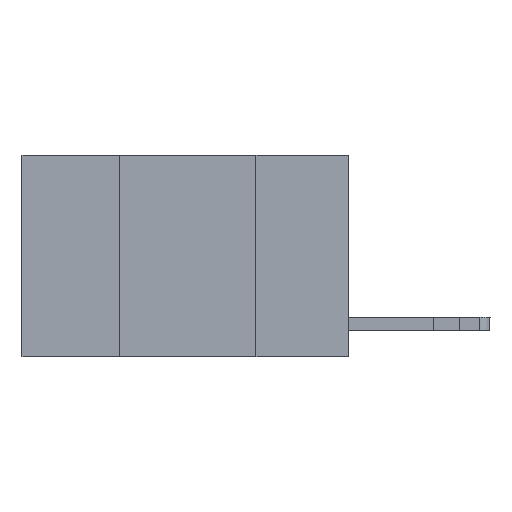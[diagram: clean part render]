
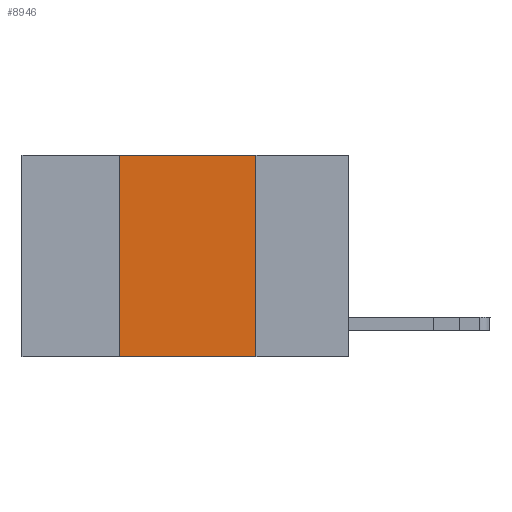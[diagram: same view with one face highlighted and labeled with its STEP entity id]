
A CAD part, left-side view. The second image highlights one B-rep face of the part: STEP entity #8946.
In plain terms, the highlighted planar face has unit normal (-1, 0, 0).
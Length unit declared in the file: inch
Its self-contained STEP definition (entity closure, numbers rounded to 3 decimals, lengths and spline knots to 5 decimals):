
#479 = DIRECTION ( 'NONE',  ( 0., 0., -1. ) ) ;
#756 = CARTESIAN_POINT ( 'NONE',  ( 0., 0.42, -0.37 ) ) ;
#937 = ORIENTED_EDGE ( 'NONE', *, *, #16923, .F. ) ;
#1199 = DIRECTION ( 'NONE',  ( 0., -1., 0. ) ) ;
#1540 = EDGE_CURVE ( 'NONE', #13482, #2845, #18431, .T. ) ;
#2148 = EDGE_LOOP ( 'NONE', ( #6647, #937, #4469, #2210 ) ) ;
#2210 = ORIENTED_EDGE ( 'NONE', *, *, #10787, .T. ) ;
#2514 = VECTOR ( 'NONE', #3971, 39.37008 ) ;
#2845 = VERTEX_POINT ( 'NONE', #12815 ) ;
#3175 = VERTEX_POINT ( 'NONE', #756 ) ;
#3812 = DIRECTION ( 'NONE',  ( 0., 0., -1. ) ) ;
#3971 = DIRECTION ( 'NONE',  ( 0., 0., 1. ) ) ;
#4469 = ORIENTED_EDGE ( 'NONE', *, *, #16215, .F. ) ;
#5416 = CARTESIAN_POINT ( 'NONE',  ( 0., 0.42, 0. ) ) ;
#5652 = CARTESIAN_POINT ( 'NONE',  ( 0., 0.6, 0. ) ) ;
#5858 = DIRECTION ( 'NONE',  ( 0., -1., 0. ) ) ;
#6647 = ORIENTED_EDGE ( 'NONE', *, *, #1540, .F. ) ;
#8100 = VECTOR ( 'NONE', #5858, 39.37008 ) ;
#8946 = ADVANCED_FACE ( 'NONE', ( #18240 ), #18085, .F. ) ;
#9348 = DIRECTION ( 'NONE',  ( 1., 0., 0. ) ) ;
#10374 = LINE ( 'NONE', #5416, #2514 ) ;
#10787 = EDGE_CURVE ( 'NONE', #3175, #2845, #15885, .T. ) ;
#12599 = CARTESIAN_POINT ( 'NONE',  ( 0., 0.17, 0. ) ) ;
#12815 = CARTESIAN_POINT ( 'NONE',  ( 0., 0.17, -0.37 ) ) ;
#13140 = CARTESIAN_POINT ( 'NONE',  ( 0., 0.6, -0.37 ) ) ;
#13342 = VECTOR ( 'NONE', #1199, 39.37008 ) ;
#13425 = VERTEX_POINT ( 'NONE', #15512 ) ;
#13482 = VERTEX_POINT ( 'NONE', #15645 ) ;
#15512 = CARTESIAN_POINT ( 'NONE',  ( 0., 0.42, 0. ) ) ;
#15645 = CARTESIAN_POINT ( 'NONE',  ( 0., 0.17, 0. ) ) ;
#15885 = LINE ( 'NONE', #13140, #8100 ) ;
#16215 = EDGE_CURVE ( 'NONE', #3175, #13425, #10374, .T. ) ;
#16257 = AXIS2_PLACEMENT_3D ( 'NONE', #16613, #9348, #479 ) ;
#16613 = CARTESIAN_POINT ( 'NONE',  ( 0., 0.6, 0. ) ) ;
#16923 = EDGE_CURVE ( 'NONE', #13425, #13482, #17228, .T. ) ;
#17228 = LINE ( 'NONE', #5652, #13342 ) ;
#18085 = PLANE ( 'NONE',  #16257 ) ;
#18240 = FACE_OUTER_BOUND ( 'NONE', #2148, .T. ) ;
#18431 = LINE ( 'NONE', #12599, #18896 ) ;
#18896 = VECTOR ( 'NONE', #3812, 39.37008 ) ;
